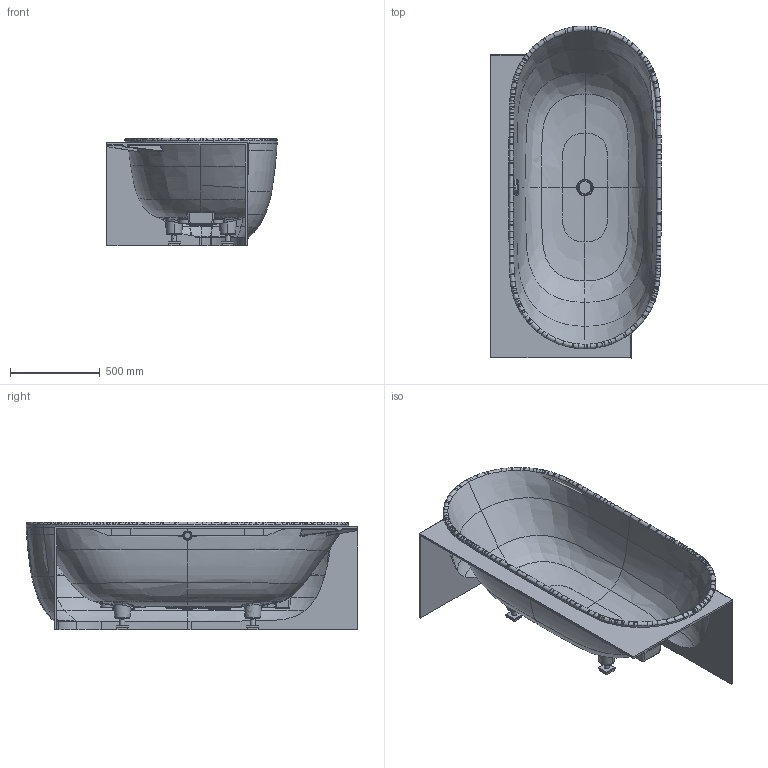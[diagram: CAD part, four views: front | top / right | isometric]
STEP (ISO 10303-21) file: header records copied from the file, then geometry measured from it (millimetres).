
FILE_DESCRIPTION((''),'2;1');
FILE_NAME('700431.stp','2017-06-20T20:05:32',('Administrator'),(''),'Autodesk Inventor 2011','Autodesk Inventor 2011','');
FILE_SCHEMA(('CONFIG_CONTROL_DESIGN'));
Length unit declared in the file: millimetre
Products named in the file (7): 700431; PW 65 00 00-00 bathtub 1800x850 corner left 11.04.2016; DuraSolid_Stellfuss_H90mm; Gewindestange 3445; Stellfuss Hafner; Kelch_Stopfen LUV BW Bgr; Überlaufventil LUV
Assembly tree (9 placements, depth 3):
  700431
    PW 65 00 00-00 bathtub 1800x850 corner left 11.04.2016
    DuraSolid_Stellfuss_H90mm  x4
      Gewindestange 3445
      Stellfuss Hafner
    Kelch_Stopfen LUV BW Bgr
    Überlaufventil LUV
Bounding box: 950.61 x 1850.49 x 600.04 mm (x, y, z)
Volume: 54137664.4 mm3; surface area: 8924147.1 mm2
Topology: 16 solids, 16 shells, 1270 faces, 4687 edges, 3459 vertices
Faces by surface type: bspline 962, plane 180, cylinder 94, torus 16, cone 14, sphere 4
Full cylindrical faces by diameter (mm): 10.5 x4, 12 x16, 27.5 x4, 36.84 x1, 38.514 x1, 43.521 x1, 44.345 x1, 48.09 x1, 50 x4, 50.723 x1, 52 x1, 72.587 x1, 87 x1, 89 x1
Entity records: 197146 total; most frequent: CARTESIAN_POINT 165854, ORIENTED_EDGE 8754, EDGE_CURVE 4377, VERTEX_POINT 3286, DIRECTION 3266, B_SPLINE_CURVE_WITH_KNOTS 2791, AXIS2_PLACEMENT_3D 1475, EDGE_LOOP 1217
